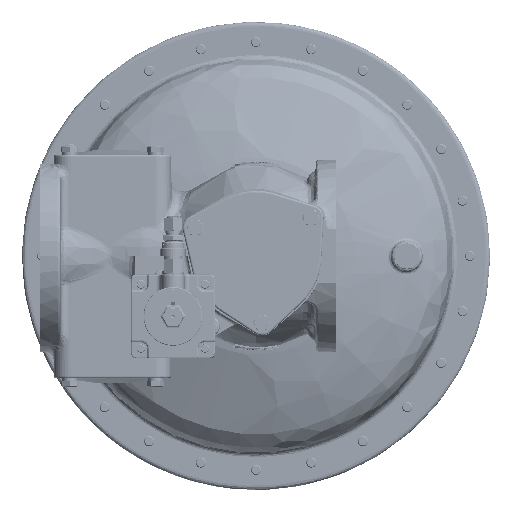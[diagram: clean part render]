
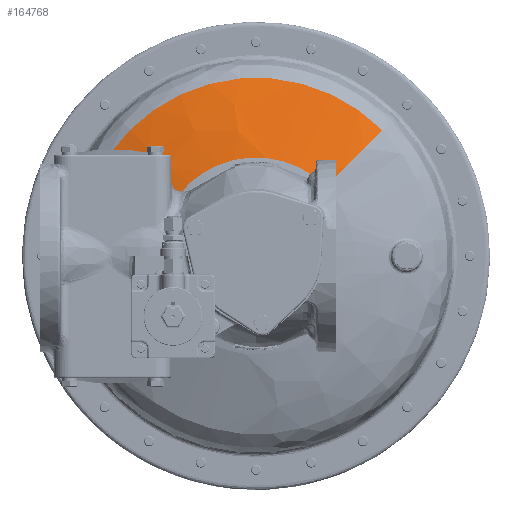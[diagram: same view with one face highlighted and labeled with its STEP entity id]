
A CAD part, front view. The second image highlights one B-rep face of the part: STEP entity #164768.
In plain terms, the highlighted free-form (B-spline) face has degree [3, 3] with [4, 4] control points.
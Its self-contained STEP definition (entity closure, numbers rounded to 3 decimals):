
#584 = CARTESIAN_POINT ( 'NONE',  ( 83.094, 157.069, 83.094 ) ) ;
#2484 = CARTESIAN_POINT ( 'NONE',  ( 128.972, 173.23, 128.972 ) ) ;
#10015 = EDGE_CURVE ( 'NONE', #97545, #26158, #204077, .T. ) ;
#10803 = FACE_OUTER_BOUND ( 'NONE', #131561, .T. ) ;
#20040 = CARTESIAN_POINT ( 'NONE',  ( -319.295, 162.888, 106.432 ) ) ;
#26158 = VERTEX_POINT ( 'NONE', #116777 ) ;
#33218 = AXIS2_PLACEMENT_3D ( 'NONE', #37771, #159496, #55350 ) ;
#34073 = EDGE_CURVE ( 'NONE', #26158, #65696, #215750, .T. ) ;
#37532 = CARTESIAN_POINT ( 'NONE',  ( 106.432, 162.888, 106.432 ) ) ;
#37771 = CARTESIAN_POINT ( 'NONE',  ( -38.891, 511.599, -38.891 ) ) ;
#40344 = CARTESIAN_POINT ( 'NONE',  ( -83.094, 157.069, -83.094 ) ) ;
#45389 = ORIENTED_EDGE ( 'NONE', *, *, #113668, .T. ) ;
#45779 = ORIENTED_EDGE ( 'NONE', *, *, #127414, .T. ) ;
#54348 = CARTESIAN_POINT ( 'NONE',  ( -450.841, 187.894, 150.28 ) ) ;
#54770 =( BOUNDED_SURFACE ( )  B_SPLINE_SURFACE ( 3, 3, ( 
 ( #71036, #54348, #71785, #193441 ),
 ( #89315, #210885, #106736, #2484 ),
 ( #124222, #20040, #141755, #37532 ),
 ( #159244, #55099, #176736, #72545 ) ),
 .UNSPECIFIED., .F., .F., .F. ) 
 B_SPLINE_SURFACE_WITH_KNOTS ( ( 4, 4 ),
 ( 4, 4 ),
 ( 0., 1. ),
 ( 0., 1. ),
 .UNSPECIFIED. ) 
 GEOMETRIC_REPRESENTATION_ITEM ( )  RATIONAL_B_SPLINE_SURFACE ( (
 ( 1., 0.333, 0.333, 1.),
 ( 0.994, 0.331, 0.331, 0.994),
 ( 0.994, 0.331, 0.331, 0.994),
 ( 1., 0.333, 0.333, 1.) ) ) 
 REPRESENTATION_ITEM ( '' )  SURFACE ( )  );
#55099 = CARTESIAN_POINT ( 'NONE',  ( -249.283, 157.069, 83.094 ) ) ;
#55350 = DIRECTION ( 'NONE',  ( -0.707, 0., -0.707 ) ) ;
#57445 = ORIENTED_EDGE ( 'NONE', *, *, #34073, .F. ) ;
#59962 = DIRECTION ( 'NONE',  ( 0.707, 0., -0.707 ) ) ;
#64623 = CARTESIAN_POINT ( 'NONE',  ( -117.513, 157.069, 0. ) ) ;
#65696 = VERTEX_POINT ( 'NONE', #584 ) ;
#67032 = AXIS2_PLACEMENT_3D ( 'NONE', #77994, #199585, #95449 ) ;
#70094 = DIRECTION ( 'NONE',  ( 0., 1., 0. ) ) ;
#71036 = CARTESIAN_POINT ( 'NONE',  ( -150.28, 187.894, -150.28 ) ) ;
#71785 = CARTESIAN_POINT ( 'NONE',  ( -150.28, 187.894, 450.841 ) ) ;
#72545 = CARTESIAN_POINT ( 'NONE',  ( 83.094, 157.069, 83.094 ) ) ;
#77994 = CARTESIAN_POINT ( 'NONE',  ( 0., 157.069, 0. ) ) ;
#85109 = AXIS2_PLACEMENT_3D ( 'NONE', #164109, #59962, #181582 ) ;
#88905 = DIRECTION ( 'NONE',  ( 0., 1., 0. ) ) ;
#89315 = CARTESIAN_POINT ( 'NONE',  ( -128.972, 173.23, -128.972 ) ) ;
#95449 = DIRECTION ( 'NONE',  ( -0.707, 0., -0.707 ) ) ;
#97545 = VERTEX_POINT ( 'NONE', #179881 ) ;
#106736 = CARTESIAN_POINT ( 'NONE',  ( -128.972, 173.23, 386.917 ) ) ;
#111921 = VERTEX_POINT ( 'NONE', #64623 ) ;
#112263 = CIRCLE ( 'NONE', #33218, 360. ) ;
#113668 = EDGE_CURVE ( 'NONE', #159390, #111921, #217258, .T. ) ;
#116777 = CARTESIAN_POINT ( 'NONE',  ( 150.28, 187.894, 150.28 ) ) ;
#124222 = CARTESIAN_POINT ( 'NONE',  ( -106.432, 162.888, -106.432 ) ) ;
#127414 = EDGE_CURVE ( 'NONE', #97545, #159390, #112263, .T. ) ;
#129313 = AXIS2_PLACEMENT_3D ( 'NONE', #174319, #70094, #191764 ) ;
#131561 = EDGE_LOOP ( 'NONE', ( #57445, #194573, #45779, #45389, #207984 ) ) ;
#138843 = AXIS2_PLACEMENT_3D ( 'NONE', #193035, #88905, #210484 ) ;
#141755 = CARTESIAN_POINT ( 'NONE',  ( -106.432, 162.888, 319.295 ) ) ;
#159244 = CARTESIAN_POINT ( 'NONE',  ( -83.094, 157.069, -83.094 ) ) ;
#159390 = VERTEX_POINT ( 'NONE', #40344 ) ;
#159496 = DIRECTION ( 'NONE',  ( -0.707, 0., 0.707 ) ) ;
#164109 = CARTESIAN_POINT ( 'NONE',  ( 38.891, 511.599, 38.891 ) ) ;
#164768 = ADVANCED_FACE ( 'NONE', ( #10803 ), #54770, .T. ) ;
#167499 = EDGE_CURVE ( 'NONE', #111921, #65696, #218589, .T. ) ;
#174319 = CARTESIAN_POINT ( 'NONE',  ( 0., 187.894, 0. ) ) ;
#176736 = CARTESIAN_POINT ( 'NONE',  ( -83.094, 157.069, 249.283 ) ) ;
#179881 = CARTESIAN_POINT ( 'NONE',  ( -150.28, 187.894, -150.28 ) ) ;
#181582 = DIRECTION ( 'NONE',  ( 0.707, 0., 0.707 ) ) ;
#191764 = DIRECTION ( 'NONE',  ( -0.707, 0., -0.707 ) ) ;
#193035 = CARTESIAN_POINT ( 'NONE',  ( 0., 157.069, 0. ) ) ;
#193441 = CARTESIAN_POINT ( 'NONE',  ( 150.28, 187.894, 150.28 ) ) ;
#194573 = ORIENTED_EDGE ( 'NONE', *, *, #10015, .F. ) ;
#199585 = DIRECTION ( 'NONE',  ( 0., 1., 0. ) ) ;
#204077 = CIRCLE ( 'NONE', #129313, 212.528 ) ;
#207984 = ORIENTED_EDGE ( 'NONE', *, *, #167499, .T. ) ;
#210484 = DIRECTION ( 'NONE',  ( -0.707, 0., -0.707 ) ) ;
#210885 = CARTESIAN_POINT ( 'NONE',  ( -386.917, 173.23, 128.972 ) ) ;
#215750 = CIRCLE ( 'NONE', #85109, 360. ) ;
#217258 = CIRCLE ( 'NONE', #67032, 117.513 ) ;
#218589 = CIRCLE ( 'NONE', #138843, 117.513 ) ;
